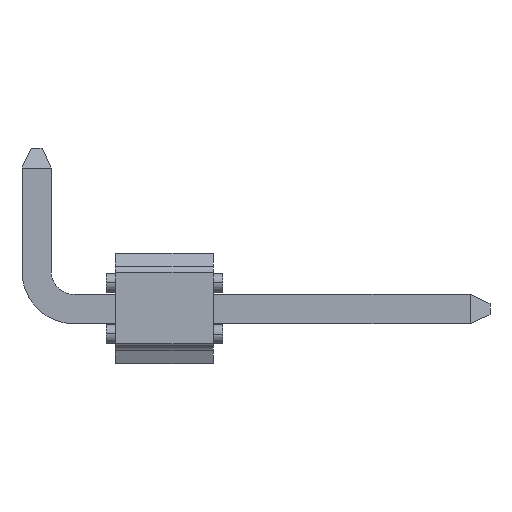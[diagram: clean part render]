
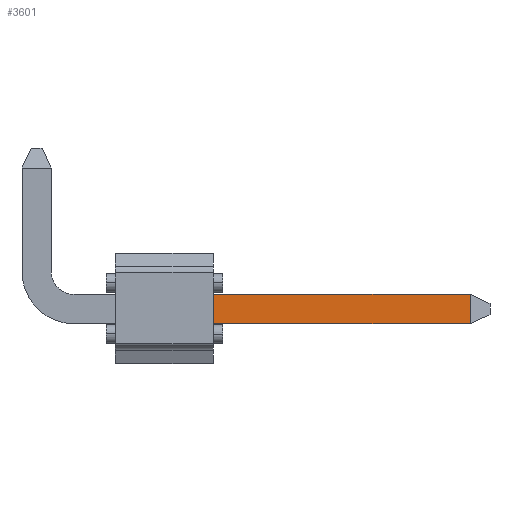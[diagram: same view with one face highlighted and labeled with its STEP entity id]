
A CAD part, front view. The second image highlights one B-rep face of the part: STEP entity #3601.
In plain terms, the highlighted planar face has unit normal (0, -1, 0).
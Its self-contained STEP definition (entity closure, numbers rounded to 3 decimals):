
#196=DIRECTION('',(0.,0.,1.));
#197=VECTOR('',#196,0.64);
#198=CARTESIAN_POINT('',(2.14,-13.02,-0.335));
#199=LINE('1003',#198,#197);
#492=DIRECTION('',(-1.,0.,0.));
#493=VECTOR('',#492,5.611);
#494=CARTESIAN_POINT('',(7.751,-13.02,0.305));
#495=LINE('1012',#494,#493);
#564=DIRECTION('',(1.,0.,0.));
#565=VECTOR('',#564,5.611);
#566=CARTESIAN_POINT('',(2.14,-13.02,-0.335));
#567=LINE('1011',#566,#565);
#2546=DIRECTION('',(0.,0.,1.));
#2547=VECTOR('',#2546,0.64);
#2548=CARTESIAN_POINT('',(7.751,-13.02,-0.335));
#2549=LINE('505',#2548,#2547);
#2914=CARTESIAN_POINT('',(7.751,-13.02,-0.335));
#2915=CARTESIAN_POINT('',(7.751,-13.02,0.305));
#2916=VERTEX_POINT('',#2914);
#2917=VERTEX_POINT('',#2915);
#3310=CARTESIAN_POINT('',(2.14,-13.02,-0.335));
#3311=CARTESIAN_POINT('',(2.14,-13.02,0.305));
#3312=VERTEX_POINT('',#3310);
#3313=VERTEX_POINT('',#3311);
#3586=CARTESIAN_POINT('',(2.856,-13.02,1.366));
#3587=DIRECTION('',(0.,1.,0.));
#3588=DIRECTION('',(0.,0.,-1.));
#3589=AXIS2_PLACEMENT_3D('',#3586,#3587,#3588);
#3590=PLANE('487',#3589);
#3592=ORIENTED_EDGE('1003',*,*,#3591,.T.);
#3594=ORIENTED_EDGE('1012',*,*,#3593,.F.);
#3596=ORIENTED_EDGE('505',*,*,#3595,.F.);
#3598=ORIENTED_EDGE('1011',*,*,#3597,.F.);
#3599=EDGE_LOOP('487',(#3592,#3594,#3596,#3598));
#3600=FACE_OUTER_BOUND('487',#3599,.F.);
#3591=EDGE_CURVE('1003',#3312,#3313,#199,.T.);
#3593=EDGE_CURVE('1012',#2917,#3313,#495,.T.);
#3595=EDGE_CURVE('505',#2916,#2917,#2549,.T.);
#3597=EDGE_CURVE('1011',#3312,#2916,#567,.T.);
#3601=ADVANCED_FACE('487',(#3600),#3590,.F.);
